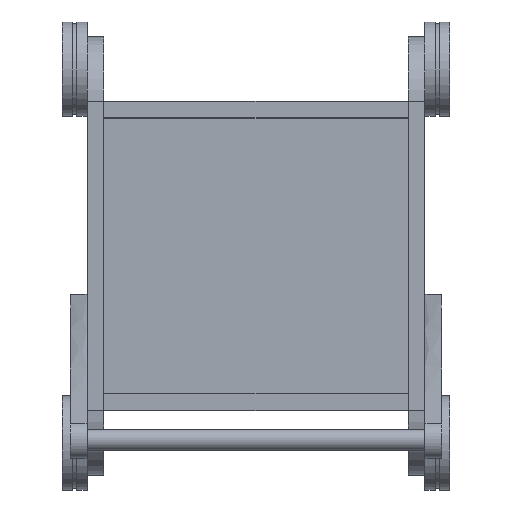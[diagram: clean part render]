
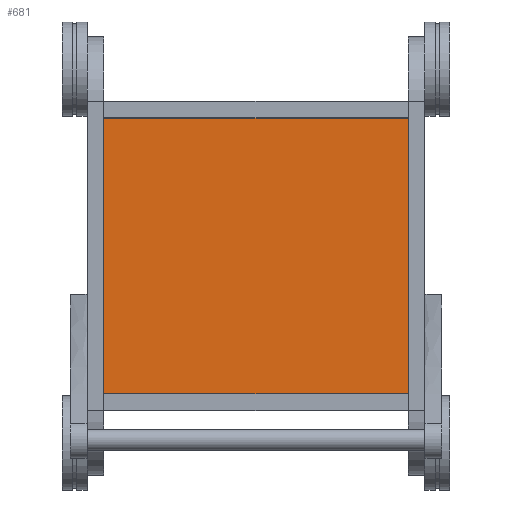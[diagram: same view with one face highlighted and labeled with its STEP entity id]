
A CAD part, top view. The second image highlights one B-rep face of the part: STEP entity #681.
In plain terms, the highlighted planar face has unit normal (0, 0, 1).
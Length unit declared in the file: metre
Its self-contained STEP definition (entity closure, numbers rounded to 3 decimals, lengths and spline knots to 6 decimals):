
#681 = ADVANCED_FACE( '', ( #1472 ), #1473, .T. );
#1472 = FACE_OUTER_BOUND( '', #2322, .T. );
#1473 = PLANE( '', #2323 );
#2322 = EDGE_LOOP( '', ( #3938, #3939, #3940, #3941 ) );
#2323 = AXIS2_PLACEMENT_3D( '', #3942, #3943, #3944 );
#3938 = ORIENTED_EDGE( '', *, *, #4802, .F. );
#3939 = ORIENTED_EDGE( '', *, *, #4561, .F. );
#3940 = ORIENTED_EDGE( '', *, *, #4777, .T. );
#3941 = ORIENTED_EDGE( '', *, *, #4328, .T. );
#3942 = CARTESIAN_POINT( '', ( 0., 0., -0.037 ) );
#3943 = DIRECTION( '', ( 0., 0., 1. ) );
#3944 = DIRECTION( '', ( 1., 0., 0. ) );
#4328 = EDGE_CURVE( '', #5071, #5072, #5073, .T. );
#4561 = EDGE_CURVE( '', #5442, #5443, #5444, .T. );
#4777 = EDGE_CURVE( '', #5442, #5071, #5735, .T. );
#4802 = EDGE_CURVE( '', #5443, #5072, #5764, .T. );
#5071 = VERTEX_POINT( '', #6118 );
#5072 = VERTEX_POINT( '', #6119 );
#5073 = LINE( '', #6120, #6121 );
#5442 = VERTEX_POINT( '', #6615 );
#5443 = VERTEX_POINT( '', #6616 );
#5444 = LINE( '', #6617, #6618 );
#5735 = LINE( '', #6987, #6988 );
#5764 = LINE( '', #7023, #7024 );
#6118 = CARTESIAN_POINT( '', ( -0.1739, -0.1584, -0.037 ) );
#6119 = CARTESIAN_POINT( '', ( 0.1739, -0.1584, -0.037 ) );
#6120 = CARTESIAN_POINT( '', ( 0., -0.1584, -0.037 ) );
#6121 = VECTOR( '', #7222, 1. );
#6615 = CARTESIAN_POINT( '', ( -0.1739, 0.1584, -0.037 ) );
#6616 = CARTESIAN_POINT( '', ( 0.1739, 0.1584, -0.037 ) );
#6617 = CARTESIAN_POINT( '', ( 0., 0.1584, -0.037 ) );
#6618 = VECTOR( '', #7540, 1. );
#6987 = CARTESIAN_POINT( '', ( -0.1739, 0., -0.037 ) );
#6988 = VECTOR( '', #7805, 1. );
#7023 = CARTESIAN_POINT( '', ( 0.1739, 0., -0.037 ) );
#7024 = VECTOR( '', #7827, 1. );
#7222 = DIRECTION( '', ( 1., 0., 0. ) );
#7540 = DIRECTION( '', ( 1., 0., 0. ) );
#7805 = DIRECTION( '', ( 0., -1., 0. ) );
#7827 = DIRECTION( '', ( 0., -1., 0. ) );
